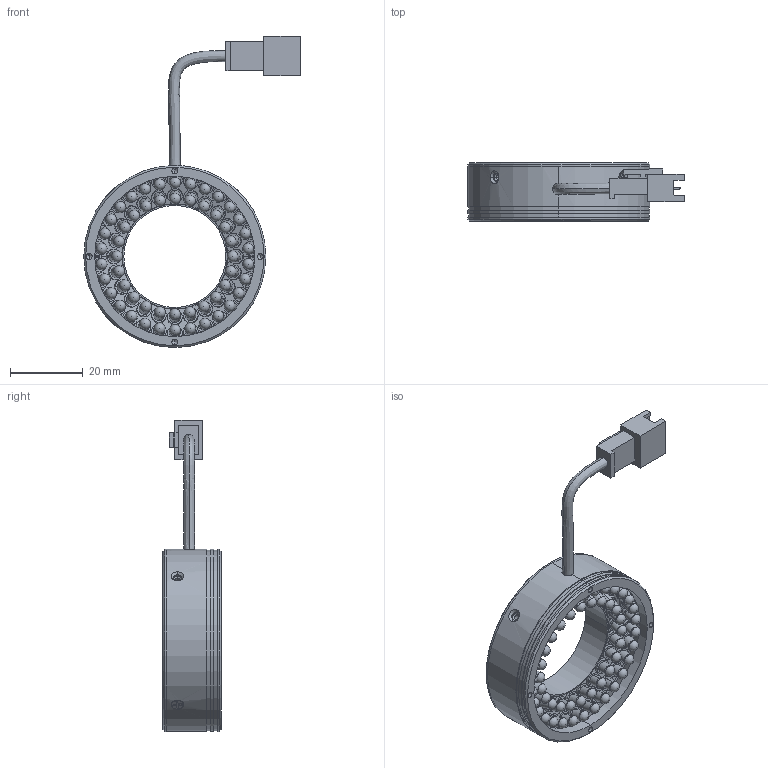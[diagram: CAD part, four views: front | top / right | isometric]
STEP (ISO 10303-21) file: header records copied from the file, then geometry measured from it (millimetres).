
FILE_DESCRIPTION (( 'STEP AP214' ), '1' );
FILE_NAME ('LSW-15-050-2-X-24V ASSEMBLY.STEP', '2022-05-25T02:16:40', ( '' ), ( '' ), 'SwSTEP 2.0', 'SolidWorks 2021', '' );
FILE_SCHEMA (( 'AUTOMOTIVE_DESIGN' ));
Length unit declared in the file: millimetre
Products named in the file (8): LSW-15-050-2-X-24V ASSEMBLY; LSW-15-050-PCB; CONNECTER  CABLE-24V-ASSY; LSW-15-050-2-X-24V-01 CASING; LSW-15-050-2-X-24V-02 COVER; SCREW FLILIP HEAD M2X4; CABLE 3 MM; 24V CONNECTER
Assembly tree (7 placements, depth 3):
  LSW-15-050-2-X-24V ASSEMBLY
    LSW-15-050-2-X-24V-01 CASING
    LSW-15-050-PCB
    LSW-15-050-2-X-24V-02 COVER
    CONNECTER  CABLE-24V-ASSY
      CABLE 3 MM
      24V CONNECTER
    SCREW FLILIP HEAD M2X4
Bounding box: 59.42 x 16 x 85.4 mm (x, y, z)
Volume: 13500.8 mm3; surface area: 17167 mm2
Topology: 6 solids, 6 shells, 592 faces, 1543 edges, 1011 vertices
Faces by surface type: cylinder 282, plane 152, sphere 106, cone 50, bspline 2
Entity records: 21718 total; most frequent: CARTESIAN_POINT 6839, DIRECTION 3110, ORIENTED_EDGE 2760, EDGE_CURVE 1380, AXIS2_PLACEMENT_3D 1279, VERTEX_POINT 918, EDGE_LOOP 736, CIRCLE 678
